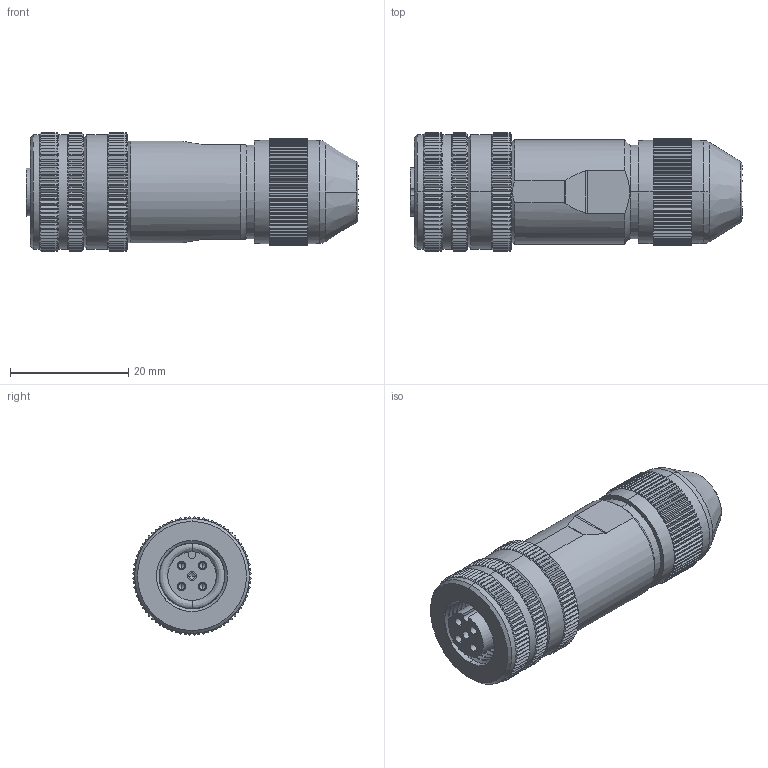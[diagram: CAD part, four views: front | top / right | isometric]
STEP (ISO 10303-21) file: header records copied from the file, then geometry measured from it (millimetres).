
FILE_DESCRIPTION (( 'STEP AP203' ), '1' );
FILE_NAME ('P154.STEP', '2020-03-31T03:55:51', ( 'edpusr' ), ( 'Microsoft' ), 'SwSTEP 2.0', 'SolidWorks 2015', '' );
FILE_SCHEMA (( 'CONFIG_CONTROL_DESIGN' ));
Length unit declared in the file: millimetre
Products named in the file (1): P154
Bounding box: 56.08 x 19.99 x 19.99 mm (x, y, z)
Volume: 12971 mm3; surface area: 5688.5 mm2
Topology: 1 solids, 1 shells, 1658 faces, 3815 edges, 2169 vertices
Faces by surface type: plane 785, cone 500, cylinder 361, bspline 12
Entity records: 48366 total; most frequent: CARTESIAN_POINT 12329, ORIENTED_EDGE 7610, DIRECTION 7459, EDGE_CURVE 3805, AXIS2_PLACEMENT_3D 2999, VERTEX_POINT 2169, EDGE_LOOP 1678, ADVANCED_FACE 1658
